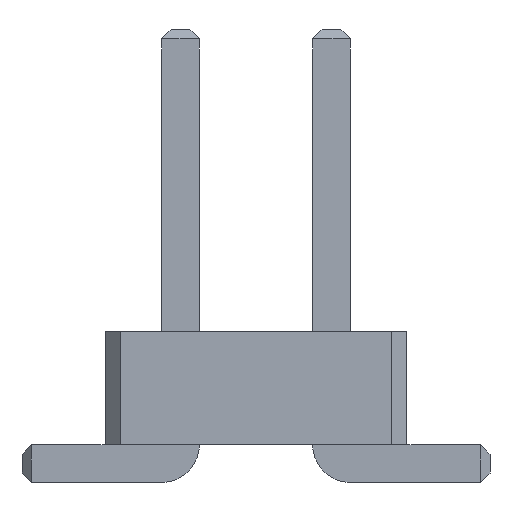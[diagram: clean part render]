
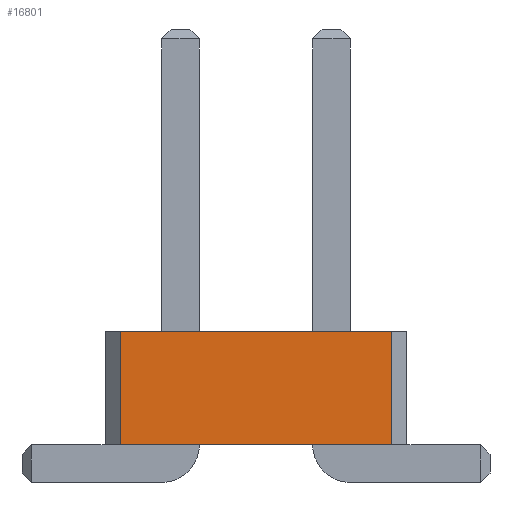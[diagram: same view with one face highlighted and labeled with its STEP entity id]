
A CAD part, front view. The second image highlights one B-rep face of the part: STEP entity #16801.
In plain terms, the highlighted planar face has unit normal (0, -1, 0).
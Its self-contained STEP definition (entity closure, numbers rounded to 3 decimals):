
#3014 = VERTEX_POINT('',#3015);
#3015 = CARTESIAN_POINT('',(1.8,-40.,0.5));
#3021 = EDGE_CURVE('',#3022,#3014,#3024,.T.);
#3022 = VERTEX_POINT('',#3023);
#3023 = CARTESIAN_POINT('',(-1.8,-40.,0.5));
#3024 = LINE('',#3025,#3026);
#3025 = CARTESIAN_POINT('',(-1.8,-40.,0.5));
#3026 = VECTOR('',#3027,1.);
#3027 = DIRECTION('',(1.,0.,0.));
#6846 = VERTEX_POINT('',#6847);
#6847 = CARTESIAN_POINT('',(1.8,-40.,2.));
#6853 = EDGE_CURVE('',#6854,#6846,#6856,.T.);
#6854 = VERTEX_POINT('',#6855);
#6855 = CARTESIAN_POINT('',(-1.8,-40.,2.));
#6856 = LINE('',#6857,#6858);
#6857 = CARTESIAN_POINT('',(-1.8,-40.,2.));
#6858 = VECTOR('',#6859,1.);
#6859 = DIRECTION('',(1.,0.,0.));
#16790 = EDGE_CURVE('',#3022,#6854,#16791,.T.);
#16791 = LINE('',#16792,#16793);
#16792 = CARTESIAN_POINT('',(-1.8,-40.,0.5));
#16793 = VECTOR('',#16794,1.);
#16794 = DIRECTION('',(0.,0.,1.));
#16801 = ADVANCED_FACE('',(#16802),#16813,.F.);
#16802 = FACE_BOUND('',#16803,.F.);
#16803 = EDGE_LOOP('',(#16804,#16805,#16806,#16812));
#16804 = ORIENTED_EDGE('',*,*,#16790,.T.);
#16805 = ORIENTED_EDGE('',*,*,#6853,.T.);
#16806 = ORIENTED_EDGE('',*,*,#16807,.F.);
#16807 = EDGE_CURVE('',#3014,#6846,#16808,.T.);
#16808 = LINE('',#16809,#16810);
#16809 = CARTESIAN_POINT('',(1.8,-40.,0.5));
#16810 = VECTOR('',#16811,1.);
#16811 = DIRECTION('',(0.,0.,1.));
#16812 = ORIENTED_EDGE('',*,*,#3021,.F.);
#16813 = PLANE('',#16814);
#16814 = AXIS2_PLACEMENT_3D('',#16815,#16816,#16817);
#16815 = CARTESIAN_POINT('',(-1.8,-40.,0.5));
#16816 = DIRECTION('',(0.,1.,0.));
#16817 = DIRECTION('',(1.,0.,0.));
